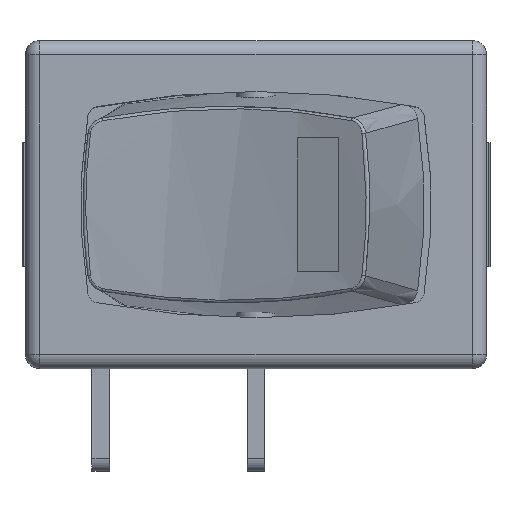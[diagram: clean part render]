
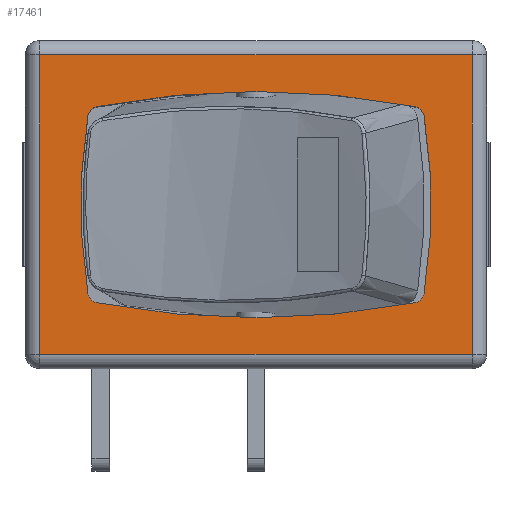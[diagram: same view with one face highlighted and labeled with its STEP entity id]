
A CAD part, top view. The second image highlights one B-rep face of the part: STEP entity #17461.
In plain terms, the highlighted planar face has unit normal (0, 0, 1).
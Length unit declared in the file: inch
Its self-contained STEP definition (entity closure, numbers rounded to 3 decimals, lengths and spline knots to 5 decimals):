
#1002=CIRCLE('',#18172,0.98425);
#1004=CIRCLE('',#18175,0.01969);
#1006=CIRCLE('',#18178,1.50394);
#1008=CIRCLE('',#18181,0.01969);
#1010=CIRCLE('',#18184,0.98425);
#1012=CIRCLE('',#18187,0.01969);
#1014=CIRCLE('',#18190,1.50394);
#1016=CIRCLE('',#18193,0.01969);
#1177=FACE_BOUND('',#3032,.T.);
#2008=FACE_OUTER_BOUND('',#3031,.T.);
#3031=EDGE_LOOP('',(#15462,#15463,#15464,#15465));
#3032=EDGE_LOOP('',(#15466,#15467,#15468,#15469,#15470,#15471,#15472,#15473));
#4795=LINE('',#29788,#6609);
#4797=LINE('',#29796,#6611);
#4799=LINE('',#29804,#6613);
#4801=LINE('',#29813,#6615);
#6609=VECTOR('',#21222,0.3937);
#6611=VECTOR('',#21230,0.3937);
#6613=VECTOR('',#21238,0.3937);
#6615=VECTOR('',#21250,0.3937);
#8255=VERTEX_POINT('',#29738);
#8256=VERTEX_POINT('',#29740);
#8258=VERTEX_POINT('',#29746);
#8260=VERTEX_POINT('',#29752);
#8262=VERTEX_POINT('',#29758);
#8264=VERTEX_POINT('',#29764);
#8266=VERTEX_POINT('',#29770);
#8268=VERTEX_POINT('',#29776);
#8270=VERTEX_POINT('',#29785);
#8271=VERTEX_POINT('',#29787);
#8274=VERTEX_POINT('',#29795);
#8277=VERTEX_POINT('',#29803);
#10665=EDGE_CURVE('',#8256,#8255,#1002,.T.);
#10668=EDGE_CURVE('',#8258,#8256,#1004,.T.);
#10671=EDGE_CURVE('',#8260,#8258,#1006,.T.);
#10674=EDGE_CURVE('',#8262,#8260,#1008,.T.);
#10677=EDGE_CURVE('',#8264,#8262,#1010,.T.);
#10680=EDGE_CURVE('',#8266,#8264,#1012,.T.);
#10683=EDGE_CURVE('',#8268,#8266,#1014,.T.);
#10686=EDGE_CURVE('',#8255,#8268,#1016,.T.);
#10688=EDGE_CURVE('',#8270,#8271,#4795,.T.);
#10692=EDGE_CURVE('',#8271,#8274,#4797,.T.);
#10696=EDGE_CURVE('',#8274,#8277,#4799,.T.);
#10701=EDGE_CURVE('',#8277,#8270,#4801,.T.);
#15462=ORIENTED_EDGE('',*,*,#10688,.F.);
#15463=ORIENTED_EDGE('',*,*,#10701,.F.);
#15464=ORIENTED_EDGE('',*,*,#10696,.F.);
#15465=ORIENTED_EDGE('',*,*,#10692,.F.);
#15466=ORIENTED_EDGE('',*,*,#10665,.T.);
#15467=ORIENTED_EDGE('',*,*,#10686,.T.);
#15468=ORIENTED_EDGE('',*,*,#10683,.T.);
#15469=ORIENTED_EDGE('',*,*,#10680,.T.);
#15470=ORIENTED_EDGE('',*,*,#10677,.T.);
#15471=ORIENTED_EDGE('',*,*,#10674,.T.);
#15472=ORIENTED_EDGE('',*,*,#10671,.T.);
#15473=ORIENTED_EDGE('',*,*,#10668,.T.);
#16571=PLANE('',#18219);
#17461=ADVANCED_FACE('',(#2008,#1177),#16571,.T.);
#18172=AXIS2_PLACEMENT_3D('',#29741,#21165,#21166);
#18175=AXIS2_PLACEMENT_3D('',#29747,#21172,#21173);
#18178=AXIS2_PLACEMENT_3D('',#29753,#21179,#21180);
#18181=AXIS2_PLACEMENT_3D('',#29759,#21186,#21187);
#18184=AXIS2_PLACEMENT_3D('',#29765,#21193,#21194);
#18187=AXIS2_PLACEMENT_3D('',#29771,#21200,#21201);
#18190=AXIS2_PLACEMENT_3D('',#29777,#21207,#21208);
#18193=AXIS2_PLACEMENT_3D('',#29781,#21214,#21215);
#18219=AXIS2_PLACEMENT_3D('',#29832,#21279,#21280);
#21165=DIRECTION('center_axis',(0.,0.,
-1.));
#21166=DIRECTION('ref_axis',(0.987,-0.16,0.));
#21172=DIRECTION('center_axis',(0.,0.,
-1.));
#21173=DIRECTION('ref_axis',(0.987,0.16,0.));
#21179=DIRECTION('center_axis',(0.,0.,
-1.));
#21180=DIRECTION('ref_axis',(0.188,0.982,0.));
#21186=DIRECTION('center_axis',(0.,0.,
-1.));
#21187=DIRECTION('ref_axis',(-0.188,0.982,0.));
#21193=DIRECTION('center_axis',(0.,0.,
-1.));
#21194=DIRECTION('ref_axis',(-0.987,0.16,0.));
#21200=DIRECTION('center_axis',(0.,0.,
-1.));
#21201=DIRECTION('ref_axis',(-0.987,-0.16,0.));
#21207=DIRECTION('center_axis',(0.,0.,
-1.));
#21208=DIRECTION('ref_axis',(-0.188,-0.982,0.));
#21214=DIRECTION('center_axis',(0.,0.,
-1.));
#21215=DIRECTION('ref_axis',(0.188,-0.982,0.));
#21222=DIRECTION('',(0.,-1.,0.));
#21230=DIRECTION('',(-1.,0.,0.));
#21238=DIRECTION('',(0.,1.,0.));
#21250=DIRECTION('',(1.,0.,0.));
#21279=DIRECTION('center_axis',(0.,0.,
1.));
#21280=DIRECTION('ref_axis',(1.,0.,0.));
#29738=CARTESIAN_POINT('',(-0.29829,0.15783,0.62992));
#29740=CARTESIAN_POINT('',(-0.29829,-0.15783,0.62992));
#29741=CARTESIAN_POINT('Origin',(0.67323,0.,
0.62992));
#29746=CARTESIAN_POINT('',(-0.28256,-0.17401,0.62992));
#29747=CARTESIAN_POINT('Origin',(-0.27886,-0.15467,
0.62992));
#29752=CARTESIAN_POINT('',(0.28256,-0.17401,0.62992));
#29753=CARTESIAN_POINT('Origin',(0.,1.30315,
0.62992));
#29758=CARTESIAN_POINT('',(0.29829,-0.15783,0.62992));
#29759=CARTESIAN_POINT('Origin',(0.27886,-0.15467,0.62992));
#29764=CARTESIAN_POINT('',(0.29829,0.15783,0.62992));
#29765=CARTESIAN_POINT('Origin',(-0.67323,0.,
0.62992));
#29770=CARTESIAN_POINT('',(0.28256,0.17401,0.62992));
#29771=CARTESIAN_POINT('Origin',(0.27886,0.15467,0.62992));
#29776=CARTESIAN_POINT('',(-0.28256,0.17401,0.62992));
#29777=CARTESIAN_POINT('Origin',(0.,-1.30315,
0.62992));
#29781=CARTESIAN_POINT('Origin',(-0.27886,0.15467,0.62992));
#29785=CARTESIAN_POINT('',(0.38386,0.26575,0.62992));
#29787=CARTESIAN_POINT('',(0.38386,-0.26575,0.62992));
#29788=CARTESIAN_POINT('',(0.38386,0.13287,0.62992));
#29795=CARTESIAN_POINT('',(-0.38386,-0.26575,0.62992));
#29796=CARTESIAN_POINT('',(0.19193,-0.26575,0.62992));
#29803=CARTESIAN_POINT('',(-0.38386,0.26575,0.62992));
#29804=CARTESIAN_POINT('',(-0.38386,-0.13287,0.62992));
#29813=CARTESIAN_POINT('',(-0.19193,0.26575,0.62992));
#29832=CARTESIAN_POINT('Origin',(0.,0.,0.62992));
